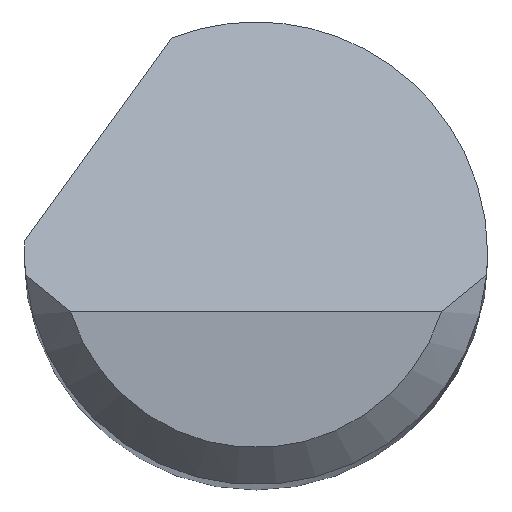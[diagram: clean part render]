
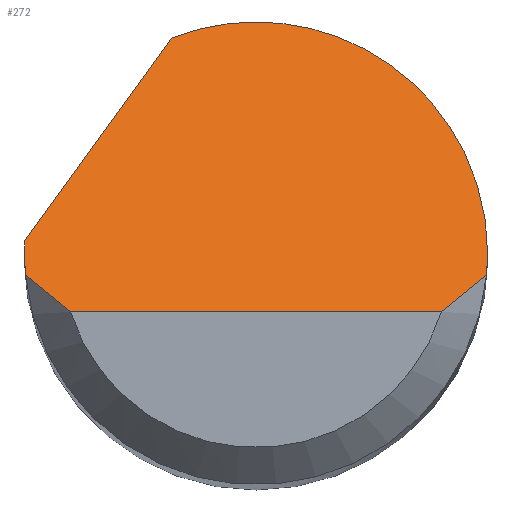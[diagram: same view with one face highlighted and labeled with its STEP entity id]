
A CAD part, top view. The second image highlights one B-rep face of the part: STEP entity #272.
In plain terms, the highlighted planar face has unit normal (0, 0.707, 0.707).
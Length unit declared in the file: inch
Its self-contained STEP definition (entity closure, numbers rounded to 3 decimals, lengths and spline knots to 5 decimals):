
#3 = CARTESIAN_POINT ( 'NONE',  ( -0.03394, 0.08739, 2.38886 ) ) ;
#16 = CARTESIAN_POINT ( 'NONE',  ( -0.09375, -0.00292, 2.47917 ) ) ;
#21 = CARTESIAN_POINT ( 'NONE',  ( -0.09375, 0., 2.47625 ) ) ;
#30 = CARTESIAN_POINT ( 'NONE',  ( 0.09375, 0.07266, 2.40359 ) ) ;
#49 = EDGE_CURVE ( 'NONE', #1225, #279, #713, .T. ) ;
#71 = CARTESIAN_POINT ( 'NONE',  ( 0.07508, -0.02375, 2.5 ) ) ;
#74 = CARTESIAN_POINT ( 'NONE',  ( 0.07508, -0.02375, 2.5 ) ) ;
#78 = VERTEX_POINT ( 'NONE', #86 ) ;
#86 = CARTESIAN_POINT ( 'NONE',  ( -0.09362, 0.005, 2.47125 ) ) ;
#101 = CARTESIAN_POINT ( 'NONE',  ( -0.09375, 0., 2.47625 ) ) ;
#104 = CARTESIAN_POINT ( 'NONE',  ( 0.03379, 0.11369, 2.36256 ) ) ;
#112 = B_SPLINE_CURVE_WITH_KNOTS ( 'NONE', 3,
 ( #373, #653, #936, #378 ),
 .UNSPECIFIED., .F., .F.,
 ( 4, 4 ),
 ( 0., 0.00071 ),
 .UNSPECIFIED. ) ;
#117 = CARTESIAN_POINT ( 'NONE',  ( 0.09375, 0., 2.47625 ) ) ;
#127 = EDGE_CURVE ( 'NONE', #137, #1225, #748, .T. ) ;
#137 = VERTEX_POINT ( 'NONE', #768 ) ;
#167 = CARTESIAN_POINT ( 'NONE',  ( 0.08157, -0.019, 2.49525 ) ) ;
#170 = CARTESIAN_POINT ( 'NONE',  ( -0.11014, -0.01781, 2.49406 ) ) ;
#203 = ORIENTED_EDGE ( 'NONE', *, *, #49, .T. ) ;
#212 = CARTESIAN_POINT ( 'NONE',  ( -0.09371, 0.00333, 2.47292 ) ) ;
#221 = VERTEX_POINT ( 'NONE', #117 ) ;
#224 = VECTOR ( 'NONE', #1060, 39.37008 ) ;
#227 = VERTEX_POINT ( 'NONE', #485 ) ;
#235 = EDGE_CURVE ( 'NONE', #227, #1033, #959, .T. ) ;
#272 = ADVANCED_FACE ( 'NONE', ( #492 ), #302, .F. ) ;
#279 = VERTEX_POINT ( 'NONE', #295 ) ;
#291 = CARTESIAN_POINT ( 'NONE',  ( 0.09375, 0., 2.47625 ) ) ;
#295 = CARTESIAN_POINT ( 'NONE',  ( 0.09334, -0.00875, 2.485 ) ) ;
#302 = PLANE ( 'NONE',  #355 ) ;
#304 = CARTESIAN_POINT ( 'NONE',  ( 0.09375, -0.00292, 2.47917 ) ) ;
#307 = EDGE_CURVE ( 'NONE', #1033, #78, #873, .T. ) ;
#348 = VERTEX_POINT ( 'NONE', #3 ) ;
#355 = AXIS2_PLACEMENT_3D ( 'NONE', #676, #564, #1154 ) ;
#373 = CARTESIAN_POINT ( 'NONE',  ( -0.09334, -0.00875, 2.485 ) ) ;
#378 = CARTESIAN_POINT ( 'NONE',  ( -0.07508, -0.02375, 2.5 ) ) ;
#445 = CARTESIAN_POINT ( 'NONE',  ( 0., -0.02375, 2.5 ) ) ;
#475 = ORIENTED_EDGE ( 'NONE', *, *, #1012, .F. ) ;
#485 = CARTESIAN_POINT ( 'NONE',  ( -0.09334, -0.00875, 2.485 ) ) ;
#492 = FACE_OUTER_BOUND ( 'NONE', #1191, .T. ) ;
#519 = EDGE_CURVE ( 'NONE', #78, #348, #827, .T. ) ;
#551 = DIRECTION ( 'NONE',  ( 0.456, 0.629, -0.629 ) ) ;
#564 = DIRECTION ( 'NONE',  ( 0., -0.707, -0.707 ) ) ;
#585 = CARTESIAN_POINT ( 'NONE',  ( -0.03394, 0.08739, 2.38886 ) ) ;
#653 = CARTESIAN_POINT ( 'NONE',  ( -0.08761, -0.01397, 2.49022 ) ) ;
#664 = CARTESIAN_POINT ( 'NONE',  ( 0.09361, -0.00584, 2.48209 ) ) ;
#676 = CARTESIAN_POINT ( 'NONE',  ( -0.09375, -0.02375, 2.5 ) ) ;
#679 = ORIENTED_EDGE ( 'NONE', *, *, #1095, .F. ) ;
#713 = B_SPLINE_CURVE_WITH_KNOTS ( 'NONE', 3,
 ( #71, #167, #1205, #831 ),
 .UNSPECIFIED., .F., .F.,
 ( 4, 4 ),
 ( 0., 0.00071 ),
 .UNSPECIFIED. ) ;
#748 = LINE ( 'NONE', #445, #224 ) ;
#768 = CARTESIAN_POINT ( 'NONE',  ( -0.07508, -0.02375, 2.5 ) ) ;
#781 = CARTESIAN_POINT ( 'NONE',  ( -0.09361, -0.00584, 2.48209 ) ) ;
#784 = ORIENTED_EDGE ( 'NONE', *, *, #519, .F. ) ;
#826 = ORIENTED_EDGE ( 'NONE', *, *, #127, .T. ) ;
#827 = LINE ( 'NONE', #170, #1050 ) ;
#831 = CARTESIAN_POINT ( 'NONE',  ( 0.09334, -0.00875, 2.485 ) ) ;
#842 =( BOUNDED_CURVE ( )  B_SPLINE_CURVE ( 3, ( #585, #104, #30, #863 ),
 .UNSPECIFIED., .F., .F. ) 
 B_SPLINE_CURVE_WITH_KNOTS ( ( 4, 4 ),
 ( 5.91277, 7.85398 ),
 .UNSPECIFIED. ) 
 CURVE ( )  GEOMETRIC_REPRESENTATION_ITEM ( )  RATIONAL_B_SPLINE_CURVE ( ( 1., 0.71, 0.71, 1. ) ) 
 REPRESENTATION_ITEM ( '' )  );
#863 = CARTESIAN_POINT ( 'NONE',  ( 0.09375, 0., 2.47625 ) ) ;
#873 =( BOUNDED_CURVE ( )  B_SPLINE_CURVE ( 3, ( #101, #1048, #212, #1160 ),
 .UNSPECIFIED., .F., .F. ) 
 B_SPLINE_CURVE_WITH_KNOTS ( ( 4, 4 ),
 ( 4.71239, 4.76575 ),
 .UNSPECIFIED. ) 
 CURVE ( )  GEOMETRIC_REPRESENTATION_ITEM ( )  RATIONAL_B_SPLINE_CURVE ( ( 1., 1., 1., 1. ) ) 
 REPRESENTATION_ITEM ( '' )  );
#919 = EDGE_CURVE ( 'NONE', #227, #137, #112, .T. ) ;
#936 = CARTESIAN_POINT ( 'NONE',  ( -0.08157, -0.019, 2.49525 ) ) ;
#959 =( BOUNDED_CURVE ( )  B_SPLINE_CURVE ( 3, ( #966, #781, #16, #21 ),
 .UNSPECIFIED., .F., .F. ) 
 B_SPLINE_CURVE_WITH_KNOTS ( ( 4, 4 ),
 ( 4.61892, 4.71239 ),
 .UNSPECIFIED. ) 
 CURVE ( )  GEOMETRIC_REPRESENTATION_ITEM ( )  RATIONAL_B_SPLINE_CURVE ( ( 1., 0.999, 0.999, 1. ) ) 
 REPRESENTATION_ITEM ( '' )  );
#963 = CARTESIAN_POINT ( 'NONE',  ( -0.09375, 0., 2.47625 ) ) ;
#966 = CARTESIAN_POINT ( 'NONE',  ( -0.09334, -0.00875, 2.485 ) ) ;
#993 = ORIENTED_EDGE ( 'NONE', *, *, #919, .T. ) ;
#1012 = EDGE_CURVE ( 'NONE', #348, #221, #842, .T. ) ;
#1033 = VERTEX_POINT ( 'NONE', #963 ) ;
#1048 = CARTESIAN_POINT ( 'NONE',  ( -0.09375, 0.00167, 2.47458 ) ) ;
#1050 = VECTOR ( 'NONE', #551, 39.37008 ) ;
#1060 = DIRECTION ( 'NONE',  ( 1., 0., 0. ) ) ;
#1062 = CARTESIAN_POINT ( 'NONE',  ( 0.09334, -0.00875, 2.485 ) ) ;
#1063 = ORIENTED_EDGE ( 'NONE', *, *, #307, .F. ) ;
#1084 = ORIENTED_EDGE ( 'NONE', *, *, #235, .F. ) ;
#1095 = EDGE_CURVE ( 'NONE', #221, #279, #1178, .T. ) ;
#1154 = DIRECTION ( 'NONE',  ( 0., 0.707, -0.707 ) ) ;
#1160 = CARTESIAN_POINT ( 'NONE',  ( -0.09362, 0.005, 2.47125 ) ) ;
#1178 =( BOUNDED_CURVE ( )  B_SPLINE_CURVE ( 3, ( #291, #304, #664, #1062 ),
 .UNSPECIFIED., .F., .F. ) 
 B_SPLINE_CURVE_WITH_KNOTS ( ( 4, 4 ),
 ( 1.5708, 1.66427 ),
 .UNSPECIFIED. ) 
 CURVE ( )  GEOMETRIC_REPRESENTATION_ITEM ( )  RATIONAL_B_SPLINE_CURVE ( ( 1., 0.999, 0.999, 1. ) ) 
 REPRESENTATION_ITEM ( '' )  );
#1191 = EDGE_LOOP ( 'NONE', ( #826, #203, #679, #475, #784, #1063, #1084, #993 ) ) ;
#1205 = CARTESIAN_POINT ( 'NONE',  ( 0.08761, -0.01397, 2.49022 ) ) ;
#1225 = VERTEX_POINT ( 'NONE', #74 ) ;
